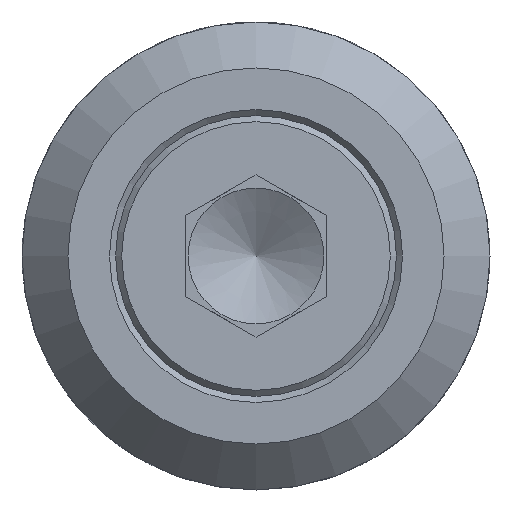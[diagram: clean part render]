
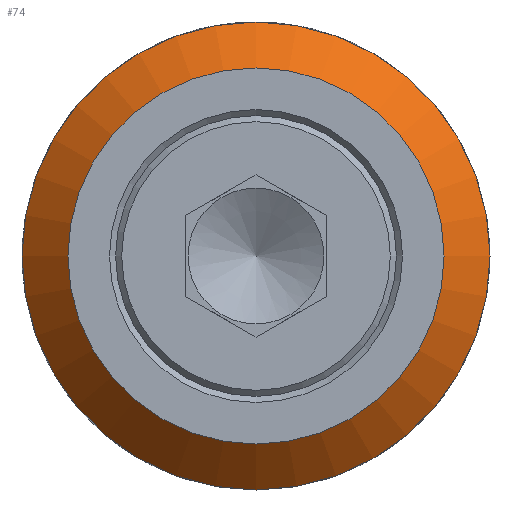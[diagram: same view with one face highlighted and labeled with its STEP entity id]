
A CAD part, front view. The second image highlights one B-rep face of the part: STEP entity #74.
In plain terms, the highlighted conical face has half-angle 45 degrees and reference radius 2.5 mm.
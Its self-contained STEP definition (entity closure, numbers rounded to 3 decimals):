
#74 = ADVANCED_FACE( '', ( #183, #184 ), #185, .T. );
#183 = FACE_BOUND( '', #344, .T. );
#184 = FACE_OUTER_BOUND( '', #345, .T. );
#185 = CONICAL_SURFACE( '', #346, 2.5, 0.785 );
#344 = EDGE_LOOP( '', ( #513 ) );
#345 = EDGE_LOOP( '', ( #514 ) );
#346 = AXIS2_PLACEMENT_3D( '', #515, #516, #517 );
#513 = ORIENTED_EDGE( '', *, *, #838, .F. );
#514 = ORIENTED_EDGE( '', *, *, #839, .T. );
#515 = CARTESIAN_POINT( '', ( 0., 0.491, 0. ) );
#516 = DIRECTION( '', ( 0., 1., 0. ) );
#517 = DIRECTION( '', ( 0., 0., 1. ) );
#838 = EDGE_CURVE( '', #974, #974, #975, .T. );
#839 = EDGE_CURVE( '', #976, #976, #977, .T. );
#974 = VERTEX_POINT( '', #1167 );
#975 = CIRCLE( '', #1168, 2.01 );
#976 = VERTEX_POINT( '', #1169 );
#977 = CIRCLE( '', #1170, 2.5 );
#1167 = CARTESIAN_POINT( '', ( 0., 0., -2.01 ) );
#1168 = AXIS2_PLACEMENT_3D( '', #1387, #1388, #1389 );
#1169 = CARTESIAN_POINT( '', ( 0., 0.491, -2.5 ) );
#1170 = AXIS2_PLACEMENT_3D( '', #1390, #1391, #1392 );
#1387 = CARTESIAN_POINT( '', ( 0., 0., 0. ) );
#1388 = DIRECTION( '', ( 0., -1., 0. ) );
#1389 = DIRECTION( '', ( 0., 0., -1. ) );
#1390 = CARTESIAN_POINT( '', ( 0., 0.491, 0. ) );
#1391 = DIRECTION( '', ( 0., -1., 0. ) );
#1392 = DIRECTION( '', ( 0., 0., -1. ) );
